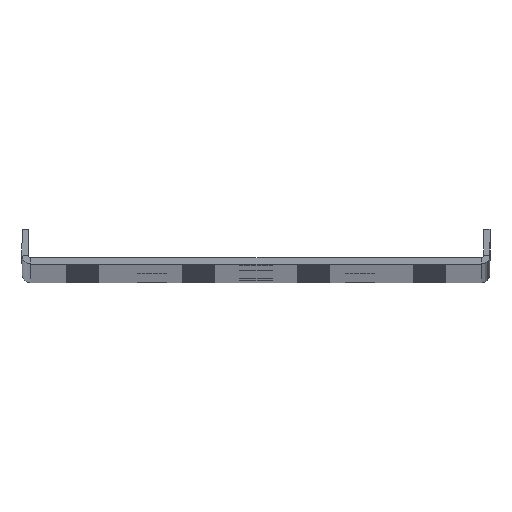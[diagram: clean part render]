
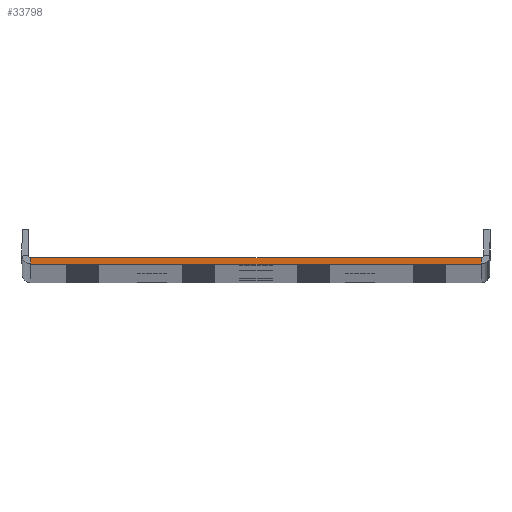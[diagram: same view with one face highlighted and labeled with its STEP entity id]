
A CAD part, top view. The second image highlights one B-rep face of the part: STEP entity #33798.
In plain terms, the highlighted planar face has unit normal (0, 0, 1).
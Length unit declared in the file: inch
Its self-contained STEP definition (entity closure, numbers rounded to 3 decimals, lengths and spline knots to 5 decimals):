
#654 = DIRECTION ( 'NONE',  ( 0., 1., 0. ) ) ;
#1702 = CARTESIAN_POINT ( 'NONE',  ( 1.70472, 0.04724, 40.61713 ) ) ;
#3793 = CARTESIAN_POINT ( 'NONE',  ( -1.70472, 0.04724, 40.61713 ) ) ;
#5323 = DIRECTION ( 'NONE',  ( 0., -1., 0. ) ) ;
#5480 = VERTEX_POINT ( 'NONE', #26409 ) ;
#6625 = VERTEX_POINT ( 'NONE', #3793 ) ;
#7510 = ORIENTED_EDGE ( 'NONE', *, *, #15005, .F. ) ;
#8565 = VERTEX_POINT ( 'NONE', #1702 ) ;
#9138 = EDGE_CURVE ( 'NONE', #14084, #6625, #31061, .T. ) ;
#9532 = DIRECTION ( 'NONE',  ( 1., 0., 0. ) ) ;
#9544 = FACE_OUTER_BOUND ( 'NONE', #14147, .T. ) ;
#9918 = PLANE ( 'NONE',  #21581 ) ;
#11068 = CARTESIAN_POINT ( 'NONE',  ( 1.70472, 0., 40.61713 ) ) ;
#12245 = VECTOR ( 'NONE', #33040, 39.37008 ) ;
#13049 = CARTESIAN_POINT ( 'NONE',  ( 1.72441, 0.06693, 40.61713 ) ) ;
#13233 = VECTOR ( 'NONE', #9532, 39.37008 ) ;
#14084 = VERTEX_POINT ( 'NONE', #32886 ) ;
#14147 = EDGE_LOOP ( 'NONE', ( #21301, #28548, #24538, #7510 ) ) ;
#15005 = EDGE_CURVE ( 'NONE', #8565, #5480, #16442, .T. ) ;
#15022 = VECTOR ( 'NONE', #654, 39.37008 ) ;
#15272 = LINE ( 'NONE', #29368, #13233 ) ;
#16442 = LINE ( 'NONE', #11068, #28114 ) ;
#18778 = CARTESIAN_POINT ( 'NONE',  ( -1.77165, 0.04724, 40.61713 ) ) ;
#19516 = EDGE_CURVE ( 'NONE', #6625, #8565, #29906, .T. ) ;
#21301 = ORIENTED_EDGE ( 'NONE', *, *, #19516, .F. ) ;
#21581 = AXIS2_PLACEMENT_3D ( 'NONE', #13049, #27336, #21599 ) ;
#21599 = DIRECTION ( 'NONE',  ( 1., 0., 0. ) ) ;
#24538 = ORIENTED_EDGE ( 'NONE', *, *, #32613, .T. ) ;
#26066 = CARTESIAN_POINT ( 'NONE',  ( -1.70472, 0.06693, 40.61713 ) ) ;
#26409 = CARTESIAN_POINT ( 'NONE',  ( 1.70472, 0., 40.61713 ) ) ;
#27336 = DIRECTION ( 'NONE',  ( 0., 0., 1. ) ) ;
#28114 = VECTOR ( 'NONE', #5323, 39.37008 ) ;
#28548 = ORIENTED_EDGE ( 'NONE', *, *, #9138, .F. ) ;
#29368 = CARTESIAN_POINT ( 'NONE',  ( 1.72441, 0., 40.61713 ) ) ;
#29906 = LINE ( 'NONE', #18778, #12245 ) ;
#31061 = LINE ( 'NONE', #26066, #15022 ) ;
#32613 = EDGE_CURVE ( 'NONE', #14084, #5480, #15272, .T. ) ;
#32886 = CARTESIAN_POINT ( 'NONE',  ( -1.70472, 0., 40.61713 ) ) ;
#33040 = DIRECTION ( 'NONE',  ( 1., 0., 0. ) ) ;
#33798 = ADVANCED_FACE ( 'NONE', ( #9544 ), #9918, .T. ) ;
